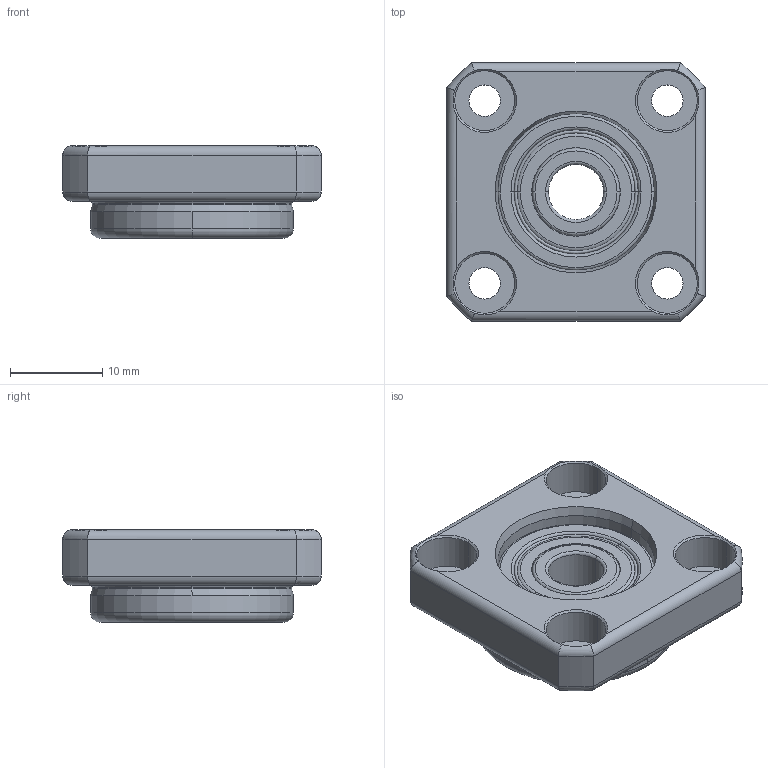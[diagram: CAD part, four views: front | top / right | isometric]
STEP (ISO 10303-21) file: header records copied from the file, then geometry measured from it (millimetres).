
FILE_DESCRIPTION (( 'STEP AP214' ), '1' );
FILE_NAME ('FF12疒玉.STEP', '2018-12-10T05:08:36', ( 'Windows 荤侩磊' ), ( '' ), 'SwSTEP 2.0', 'SolidWorks 2013', '' );
FILE_SCHEMA (( 'AUTOMOTIVE_DESIGN' ));
Length unit declared in the file: millimetre
Products named in the file (3): FF12疒玉; 606ZZ軸承; FF06_體(成_)
Assembly tree (2 placements, depth 2):
  FF12疒玉
    FF06_體(成_)
    606ZZ軸承
Bounding box: 28 x 28 x 10 mm (x, y, z)
Volume: 4129.7 mm3; surface area: 4538.9 mm2
Topology: 17 solids, 17 shells, 172 faces, 408 edges, 248 vertices
Faces by surface type: cylinder 54, torus 54, sphere 24, cone 20, plane 20
Entity records: 5003 total; most frequent: CARTESIAN_POINT 981, DIRECTION 900, ORIENTED_EDGE 696, AXIS2_PLACEMENT_3D 407, EDGE_CURVE 348, CIRCLE 230, VERTEX_POINT 212, EDGE_LOOP 192
